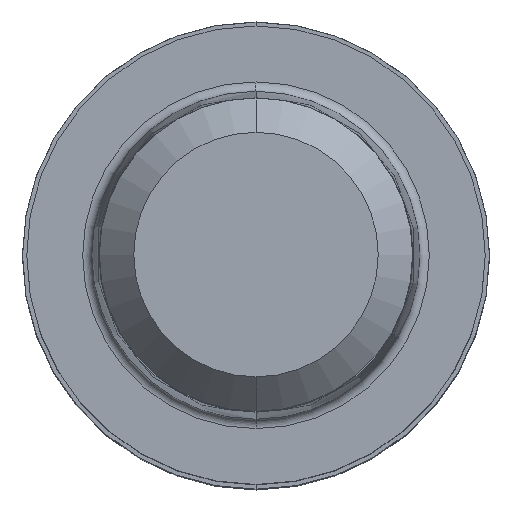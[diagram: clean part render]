
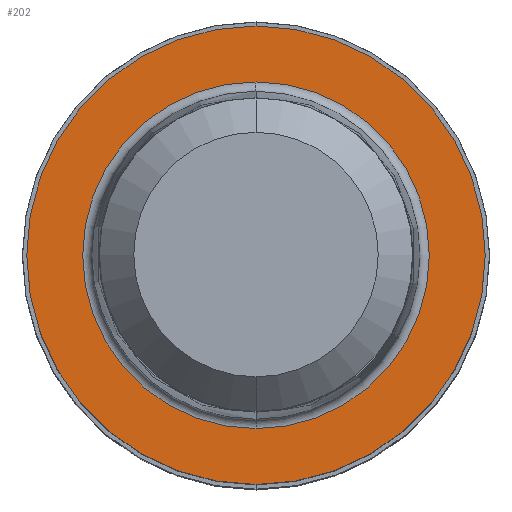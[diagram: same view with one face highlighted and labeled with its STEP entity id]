
A CAD part, top view. The second image highlights one B-rep face of the part: STEP entity #202.
In plain terms, the highlighted planar face has unit normal (0, 0, 1).
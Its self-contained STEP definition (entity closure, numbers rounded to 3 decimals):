
#168=EDGE_CURVE('',#312,#326,#457,.T.);
#202=ADVANCED_FACE('',(#496,#497),#498,.T.);
#206=VERTEX_POINT('',#503);
#226=EDGE_CURVE('',#256,#206,#528,.T.);
#234=EDGE_CURVE('',#326,#312,#537,.T.);
#256=VERTEX_POINT('',#561);
#312=VERTEX_POINT('',#624);
#326=VERTEX_POINT('',#638);
#418=EDGE_CURVE('',#206,#256,#743,.T.);
#457=CIRCLE('',#777,5.935);
#496=FACE_OUTER_BOUND('',#823,.T.);
#497=FACE_BOUND('',#824,.T.);
#498=PLANE('',#825);
#503=CARTESIAN_POINT('',(0.0,7.85,0.01));
#528=CIRCLE('',#859,7.85);
#537=CIRCLE('',#871,5.935);
#561=CARTESIAN_POINT('',(0.,-7.85,0.01));
#624=CARTESIAN_POINT('',(0.0,5.935,0.01));
#638=CARTESIAN_POINT('',(0.,-5.935,0.01));
#743=CIRCLE('',#1140,7.85);
#777=AXIS2_PLACEMENT_3D('',#1164,#1165,#1166);
#823=EDGE_LOOP('',(#1203,#1204));
#824=EDGE_LOOP('',(#1205,#1206));
#825=AXIS2_PLACEMENT_3D('',#1207,#1208,#1209);
#859=AXIS2_PLACEMENT_3D('',#1264,#1265,#1266);
#871=AXIS2_PLACEMENT_3D('',#1280,#1281,#1282);
#1140=AXIS2_PLACEMENT_3D('',#1544,#1545,#1546);
#1164=CARTESIAN_POINT('',(0.0,0.0,0.01));
#1165=DIRECTION('',(0.0,0.0,-1.0));
#1166=DIRECTION('',(0.0,1.0,0.0));
#1203=ORIENTED_EDGE('',*,*,#418,.F.);
#1204=ORIENTED_EDGE('',*,*,#226,.F.);
#1205=ORIENTED_EDGE('',*,*,#168,.T.);
#1206=ORIENTED_EDGE('',*,*,#234,.T.);
#1207=CARTESIAN_POINT('',(0.0,3.925,0.01));
#1208=DIRECTION('',(-0.0,0.0,1.0));
#1209=DIRECTION('',(0.0,-1.0,0.0));
#1264=CARTESIAN_POINT('',(0.0,0.0,0.01));
#1265=DIRECTION('',(0.0,0.0,-1.0));
#1266=DIRECTION('',(0.0,1.0,0.0));
#1280=CARTESIAN_POINT('',(0.0,0.0,0.01));
#1281=DIRECTION('',(0.0,0.0,-1.0));
#1282=DIRECTION('',(0.0,1.0,0.0));
#1544=CARTESIAN_POINT('',(0.0,0.0,0.01));
#1545=DIRECTION('',(0.0,0.0,-1.0));
#1546=DIRECTION('',(0.0,1.0,0.0));
